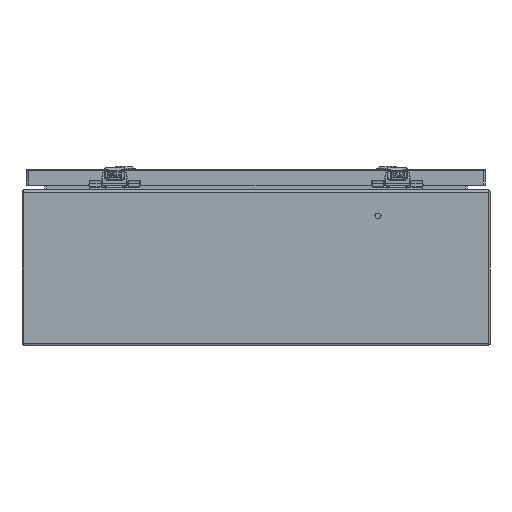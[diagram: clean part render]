
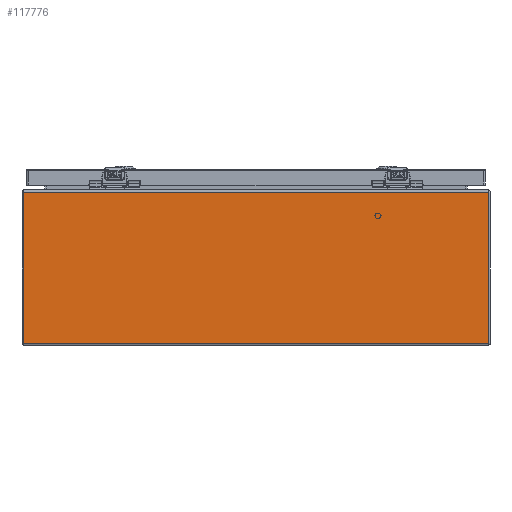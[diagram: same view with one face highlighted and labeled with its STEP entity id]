
A CAD part, left-side view. The second image highlights one B-rep face of the part: STEP entity #117776.
In plain terms, the highlighted planar face has unit normal (-1, 0, 0).
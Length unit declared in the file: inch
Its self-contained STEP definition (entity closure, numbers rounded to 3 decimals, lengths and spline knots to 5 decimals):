
#7056 = VECTOR ( 'NONE', #10080, 39.37008 ) ;
#10080 = DIRECTION ( 'NONE',  ( 0., 0., 1. ) ) ;
#17020 = CARTESIAN_POINT ( 'NONE',  ( -12., -11.925, 3.883 ) ) ;
#20791 = CARTESIAN_POINT ( 'NONE',  ( -12., 11.925, 0. ) ) ;
#24004 = CARTESIAN_POINT ( 'NONE',  ( -12., -11.925, 4. ) ) ;
#24201 = LINE ( 'NONE', #20791, #32257 ) ;
#24405 = CARTESIAN_POINT ( 'NONE',  ( -12., 11.925, 3.883 ) ) ;
#28105 = ORIENTED_EDGE ( 'NONE', *, *, #67655, .F. ) ;
#32257 = VECTOR ( 'NONE', #77160, 39.37008 ) ;
#34837 = VECTOR ( 'NONE', #94485, 39.37008 ) ;
#40821 = LINE ( 'NONE', #146494, #34837 ) ;
#42655 = VERTEX_POINT ( 'NONE', #52557 ) ;
#52557 = CARTESIAN_POINT ( 'NONE',  ( -12., -11.925, 3.883 ) ) ;
#52724 = ORIENTED_EDGE ( 'NONE', *, *, #156544, .T. ) ;
#52739 = EDGE_CURVE ( 'NONE', #117697, #164472, #40821, .T. ) ;
#57812 = CARTESIAN_POINT ( 'NONE',  ( -12., 11.925, -3.864 ) ) ;
#67039 = EDGE_CURVE ( 'NONE', #117697, #42655, #105341, .T. ) ;
#67655 = EDGE_CURVE ( 'NONE', #164472, #96648, #24201, .T. ) ;
#69076 = DIRECTION ( 'NONE',  ( 0., 1., 0. ) ) ;
#77160 = DIRECTION ( 'NONE',  ( 0., 0., 1. ) ) ;
#77768 = CARTESIAN_POINT ( 'NONE',  ( -12., -11.925, 0. ) ) ;
#94485 = DIRECTION ( 'NONE',  ( 0., 1., 0. ) ) ;
#96648 = VERTEX_POINT ( 'NONE', #24405 ) ;
#97751 = PLANE ( 'NONE',  #152578 ) ;
#98073 = ORIENTED_EDGE ( 'NONE', *, *, #67039, .T. ) ;
#99434 = EDGE_LOOP ( 'NONE', ( #117098, #98073, #52724, #28105 ) ) ;
#105341 = LINE ( 'NONE', #77768, #7056 ) ;
#110553 = LINE ( 'NONE', #17020, #139177 ) ;
#111610 = CARTESIAN_POINT ( 'NONE',  ( -12., -11.925, -3.864 ) ) ;
#117098 = ORIENTED_EDGE ( 'NONE', *, *, #52739, .F. ) ;
#117697 = VERTEX_POINT ( 'NONE', #111610 ) ;
#117776 = ADVANCED_FACE ( 'NONE', ( #164407 ), #97751, .T. ) ;
#139177 = VECTOR ( 'NONE', #69076, 39.37008 ) ;
#146494 = CARTESIAN_POINT ( 'NONE',  ( -12., -11.925, -3.864 ) ) ;
#152578 = AXIS2_PLACEMENT_3D ( 'NONE', #24004, #154820, #168669 ) ;
#154820 = DIRECTION ( 'NONE',  ( -1., 0., 0. ) ) ;
#156544 = EDGE_CURVE ( 'NONE', #42655, #96648, #110553, .T. ) ;
#164407 = FACE_OUTER_BOUND ( 'NONE', #99434, .T. ) ;
#164472 = VERTEX_POINT ( 'NONE', #57812 ) ;
#168669 = DIRECTION ( 'NONE',  ( 0., 0., 1. ) ) ;
